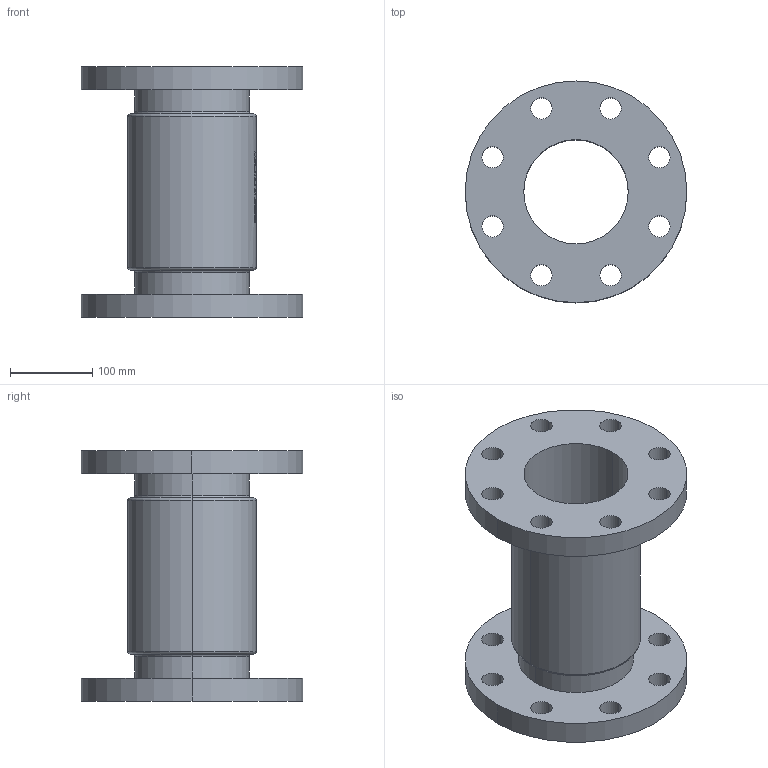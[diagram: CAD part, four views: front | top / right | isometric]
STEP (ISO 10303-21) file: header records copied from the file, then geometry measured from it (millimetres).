
FILE_DESCRIPTION (( 'STEP AP214' ), '1' );
FILE_NAME ('7120000_DN125_PN25_51420295.STEP', '2022-02-18T09:08:05', ( 'axxx' ), ( 'Hewlett-Packard Company' ), 'SwSTEP 2.0', 'SolidWorks 2019', '' );
FILE_SCHEMA (( 'AUTOMOTIVE_DESIGN' ));
Length unit declared in the file: millimetre
Products named in the file (1): 7120000_DN125_PN25_51420295
Bounding box: 270 x 270 x 305 mm (x, y, z)
Volume: 3660742.8 mm3; surface area: 490746.7 mm2
Topology: 1 solids, 1 shells, 548 faces, 1441 edges, 958 vertices
Faces by surface type: plane 261, bspline 218, cylinder 61, torus 8
Entity records: 30022 total; most frequent: CARTESIAN_POINT 17862, ORIENTED_EDGE 2882, DIRECTION 1782, EDGE_CURVE 1441, VERTEX_POINT 958, LINE 786, VECTOR 786, EDGE_LOOP 645
